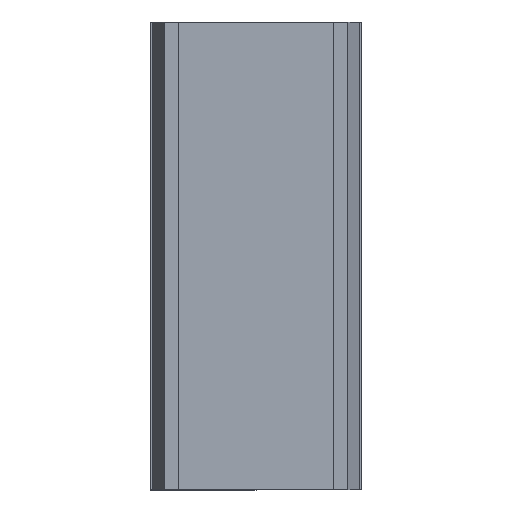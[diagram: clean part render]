
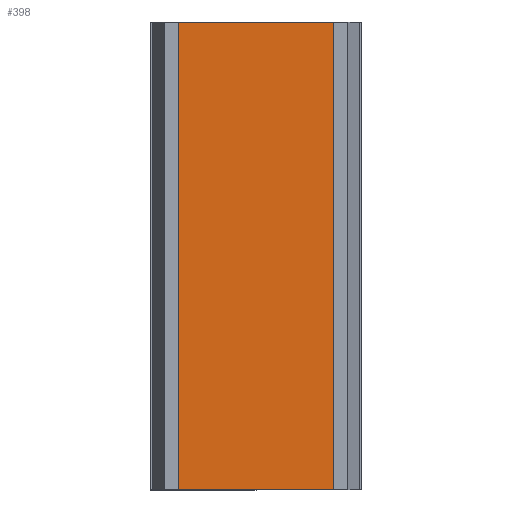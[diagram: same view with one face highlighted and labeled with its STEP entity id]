
A CAD part, top view. The second image highlights one B-rep face of the part: STEP entity #398.
In plain terms, the highlighted planar face has unit normal (0, 0, 1).
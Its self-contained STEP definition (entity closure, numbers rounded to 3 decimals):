
#32=FACE_OUTER_BOUND('',#52,.T.);
#52=EDGE_LOOP('',(#321,#322,#323,#324));
#56=LINE('',#537,#110);
#106=LINE('',#636,#160);
#107=LINE('',#638,#161);
#108=LINE('',#639,#162);
#110=VECTOR('',#440,10.);
#160=VECTOR('',#522,10.);
#161=VECTOR('',#525,10.);
#162=VECTOR('',#526,10.);
#163=VERTEX_POINT('',#533);
#165=VERTEX_POINT('',#536);
#197=VERTEX_POINT('',#632);
#198=VERTEX_POINT('',#634);
#200=EDGE_CURVE('',#163,#165,#56,.T.);
#250=EDGE_CURVE('',#197,#198,#106,.T.);
#251=EDGE_CURVE('',#163,#197,#107,.T.);
#252=EDGE_CURVE('',#165,#198,#108,.T.);
#321=ORIENTED_EDGE('',*,*,#251,.T.);
#322=ORIENTED_EDGE('',*,*,#250,.T.);
#323=ORIENTED_EDGE('',*,*,#252,.F.);
#324=ORIENTED_EDGE('',*,*,#200,.F.);
#378=PLANE('',#432);
#398=ADVANCED_FACE('',(#32),#378,.T.);
#432=AXIS2_PLACEMENT_3D('',#637,#523,#524);
#440=DIRECTION('',(0.,1.,0.));
#522=DIRECTION('',(0.,1.,0.));
#523=DIRECTION('center_axis',(0.,0.,1.));
#524=DIRECTION('ref_axis',(1.,0.,0.));
#525=DIRECTION('',(1.,0.,0.));
#526=DIRECTION('',(1.,0.,0.));
#533=CARTESIAN_POINT('',(14.17,0.,1.313));
#536=CARTESIAN_POINT('',(14.17,20.,1.313));
#537=CARTESIAN_POINT('',(14.17,0.,1.313));
#632=CARTESIAN_POINT('',(20.83,0.,1.313));
#634=CARTESIAN_POINT('',(20.83,20.,1.313));
#636=CARTESIAN_POINT('',(20.83,0.,1.313));
#637=CARTESIAN_POINT('Origin',(14.17,0.,1.313));
#638=CARTESIAN_POINT('',(17.5,0.,1.313));
#639=CARTESIAN_POINT('',(17.5,20.,1.313));
